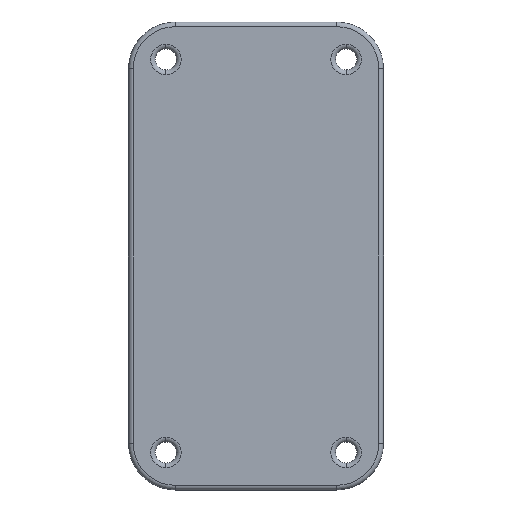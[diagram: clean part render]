
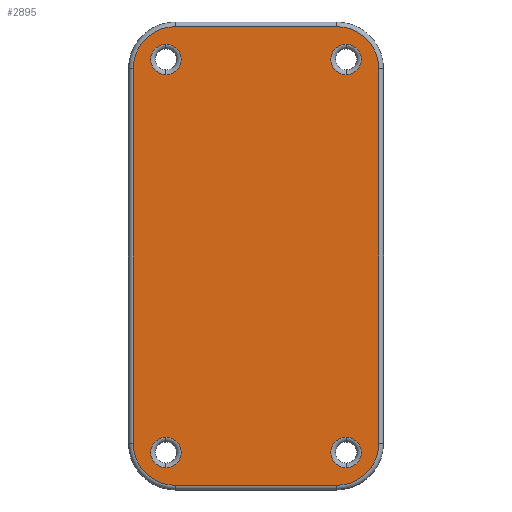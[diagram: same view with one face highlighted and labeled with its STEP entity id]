
A CAD part, front view. The second image highlights one B-rep face of the part: STEP entity #2895.
In plain terms, the highlighted planar face has unit normal (0, -1, 0).
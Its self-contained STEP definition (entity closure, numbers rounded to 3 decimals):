
#3 = EDGE_CURVE ( 'NONE', #1725, #1524, #3738, .T. ) ;
#35 = EDGE_CURVE ( 'NONE', #3181, #2580, #2836, .T. ) ;
#56 = CIRCLE ( 'NONE', #1735, 9. ) ;
#114 = VERTEX_POINT ( 'NONE', #519 ) ;
#129 = ORIENTED_EDGE ( 'NONE', *, *, #3798, .T. ) ;
#130 = CARTESIAN_POINT ( 'NONE',  ( -23.5, 0., 30. ) ) ;
#132 = EDGE_CURVE ( 'NONE', #3849, #318, #977, .T. ) ;
#134 = VERTEX_POINT ( 'NONE', #3282 ) ;
#190 = VECTOR ( 'NONE', #1570, 1000. ) ;
#191 = CARTESIAN_POINT ( 'NONE',  ( 22., 0., 35.25 ) ) ;
#194 = VECTOR ( 'NONE', #1340, 1000. ) ;
#202 = EDGE_LOOP ( 'NONE', ( #129, #250 ) ) ;
#208 = DIRECTION ( 'NONE',  ( 0., 1., 0. ) ) ;
#217 = AXIS2_PLACEMENT_3D ( 'NONE', #3376, #1624, #3692 ) ;
#250 = ORIENTED_EDGE ( 'NONE', *, *, #1351, .T. ) ;
#280 = FACE_BOUND ( 'NONE', #2214, .T. ) ;
#296 = EDGE_LOOP ( 'NONE', ( #3506, #3609 ) ) ;
#318 = VERTEX_POINT ( 'NONE', #874 ) ;
#377 = FACE_BOUND ( 'NONE', #296, .T. ) ;
#389 = AXIS2_PLACEMENT_3D ( 'NONE', #2593, #815, #2894 ) ;
#519 = CARTESIAN_POINT ( 'NONE',  ( 22., 0., 28.75 ) ) ;
#524 = CIRCLE ( 'NONE', #3116, 3.25 ) ;
#541 = CARTESIAN_POINT ( 'NONE',  ( -14.5, 0., 30. ) ) ;
#588 = ORIENTED_EDGE ( 'NONE', *, *, #2716, .T. ) ;
#611 = CIRCLE ( 'NONE', #389, 9. ) ;
#692 = VERTEX_POINT ( 'NONE', #3677 ) ;
#712 = VERTEX_POINT ( 'NONE', #2649 ) ;
#724 = EDGE_LOOP ( 'NONE', ( #947, #1274, #3256, #1428, #1948, #1947, #2035, #3235 ) ) ;
#730 = AXIS2_PLACEMENT_3D ( 'NONE', #3759, #3490, #3504 ) ;
#735 = VERTEX_POINT ( 'NONE', #191 ) ;
#746 = VECTOR ( 'NONE', #1501, 1000. ) ;
#797 = EDGE_CURVE ( 'NONE', #3195, #3849, #1316, .T. ) ;
#815 = DIRECTION ( 'NONE',  ( 0., -1., 0. ) ) ;
#833 = DIRECTION ( 'NONE',  ( 0., 0., -1. ) ) ;
#861 = DIRECTION ( 'NONE',  ( 0., 1., 0. ) ) ;
#874 = CARTESIAN_POINT ( 'NONE',  ( -23.5, 0., -50. ) ) ;
#914 = ORIENTED_EDGE ( 'NONE', *, *, #35, .T. ) ;
#932 = DIRECTION ( 'NONE',  ( 0., 0., -1. ) ) ;
#947 = ORIENTED_EDGE ( 'NONE', *, *, #2051, .T. ) ;
#960 = ORIENTED_EDGE ( 'NONE', *, *, #3, .T. ) ;
#965 = CARTESIAN_POINT ( 'NONE',  ( -23.5, 0., -50. ) ) ;
#977 = LINE ( 'NONE', #965, #190 ) ;
#994 = CARTESIAN_POINT ( 'NONE',  ( -14.5, 0., -59. ) ) ;
#997 = EDGE_CURVE ( 'NONE', #1524, #1725, #3739, .T. ) ;
#1004 = CARTESIAN_POINT ( 'NONE',  ( 22., 0., 32. ) ) ;
#1066 = FACE_BOUND ( 'NONE', #202, .T. ) ;
#1084 = EDGE_LOOP ( 'NONE', ( #2543, #960 ) ) ;
#1085 = EDGE_CURVE ( 'NONE', #692, #3195, #1797, .T. ) ;
#1104 = AXIS2_PLACEMENT_3D ( 'NONE', #1299, #3372, #1617 ) ;
#1137 = CARTESIAN_POINT ( 'NONE',  ( -16.5, 0., -52. ) ) ;
#1156 = AXIS2_PLACEMENT_3D ( 'NONE', #3113, #1346, #3417 ) ;
#1192 = CARTESIAN_POINT ( 'NONE',  ( 20., 0., -59. ) ) ;
#1213 = CARTESIAN_POINT ( 'NONE',  ( -16.5, 0., 32. ) ) ;
#1274 = ORIENTED_EDGE ( 'NONE', *, *, #1368, .T. ) ;
#1299 = CARTESIAN_POINT ( 'NONE',  ( 22., 0., -52. ) ) ;
#1305 = DIRECTION ( 'NONE',  ( 0., 0., -1. ) ) ;
#1316 = CIRCLE ( 'NONE', #2685, 9. ) ;
#1317 = CARTESIAN_POINT ( 'NONE',  ( 22., 0., -55.25 ) ) ;
#1340 = DIRECTION ( 'NONE',  ( -1., 0., 0. ) ) ;
#1345 = AXIS2_PLACEMENT_3D ( 'NONE', #2055, #1479, #3532 ) ;
#1346 = DIRECTION ( 'NONE',  ( 0., 1., 0. ) ) ;
#1351 = EDGE_CURVE ( 'NONE', #134, #2356, #1745, .T. ) ;
#1368 = EDGE_CURVE ( 'NONE', #712, #692, #56, .T. ) ;
#1386 = AXIS2_PLACEMENT_3D ( 'NONE', #1213, #861, #3520 ) ;
#1425 = CARTESIAN_POINT ( 'NONE',  ( 20., 0., -50. ) ) ;
#1428 = ORIENTED_EDGE ( 'NONE', *, *, #797, .T. ) ;
#1479 = DIRECTION ( 'NONE',  ( 0., -1., 0. ) ) ;
#1501 = DIRECTION ( 'NONE',  ( 1., 0., 0. ) ) ;
#1524 = VERTEX_POINT ( 'NONE', #2576 ) ;
#1570 = DIRECTION ( 'NONE',  ( 0., 0., -1. ) ) ;
#1617 = DIRECTION ( 'NONE',  ( 0., 0., -1. ) ) ;
#1624 = DIRECTION ( 'NONE',  ( 0., 1., 0. ) ) ;
#1678 = DIRECTION ( 'NONE',  ( 0., -1., 0. ) ) ;
#1725 = VERTEX_POINT ( 'NONE', #2697 ) ;
#1727 = DIRECTION ( 'NONE',  ( 0., 0., -1. ) ) ;
#1735 = AXIS2_PLACEMENT_3D ( 'NONE', #2041, #2027, #2012 ) ;
#1745 = CIRCLE ( 'NONE', #730, 3.25 ) ;
#1797 = LINE ( 'NONE', #3733, #194 ) ;
#1877 = EDGE_CURVE ( 'NONE', #114, #735, #524, .T. ) ;
#1916 = CIRCLE ( 'NONE', #1156, 3.25 ) ;
#1947 = ORIENTED_EDGE ( 'NONE', *, *, #3514, .T. ) ;
#1948 = ORIENTED_EDGE ( 'NONE', *, *, #132, .T. ) ;
#1984 = AXIS2_PLACEMENT_3D ( 'NONE', #1137, #2914, #833 ) ;
#2012 = DIRECTION ( 'NONE',  ( 0., 0., -1. ) ) ;
#2027 = DIRECTION ( 'NONE',  ( 0., -1., 0. ) ) ;
#2035 = ORIENTED_EDGE ( 'NONE', *, *, #3240, .T. ) ;
#2041 = CARTESIAN_POINT ( 'NONE',  ( 20., 0., 30. ) ) ;
#2051 = EDGE_CURVE ( 'NONE', #3322, #712, #2153, .T. ) ;
#2055 = CARTESIAN_POINT ( 'NONE',  ( 0., 0., 0. ) ) ;
#2143 = CARTESIAN_POINT ( 'NONE',  ( -16.5, 0., -55.25 ) ) ;
#2153 = LINE ( 'NONE', #2282, #3020 ) ;
#2210 = CARTESIAN_POINT ( 'NONE',  ( 20., 0., -59. ) ) ;
#2214 = EDGE_LOOP ( 'NONE', ( #588, #914 ) ) ;
#2239 = CARTESIAN_POINT ( 'NONE',  ( -16.5, 0., 32. ) ) ;
#2282 = CARTESIAN_POINT ( 'NONE',  ( 29., 0., 30. ) ) ;
#2319 = VERTEX_POINT ( 'NONE', #2210 ) ;
#2356 = VERTEX_POINT ( 'NONE', #1317 ) ;
#2405 = EDGE_CURVE ( 'NONE', #735, #114, #1916, .T. ) ;
#2543 = ORIENTED_EDGE ( 'NONE', *, *, #997, .T. ) ;
#2576 = CARTESIAN_POINT ( 'NONE',  ( -16.5, 0., 28.75 ) ) ;
#2580 = VERTEX_POINT ( 'NONE', #2143 ) ;
#2593 = CARTESIAN_POINT ( 'NONE',  ( -14.5, 0., -50. ) ) ;
#2600 = AXIS2_PLACEMENT_3D ( 'NONE', #1425, #3481, #1727 ) ;
#2614 = AXIS2_PLACEMENT_3D ( 'NONE', #2239, #208, #3559 ) ;
#2642 = CARTESIAN_POINT ( 'NONE',  ( -16.5, 0., -48.75 ) ) ;
#2649 = CARTESIAN_POINT ( 'NONE',  ( 29., 0., 30. ) ) ;
#2683 = VERTEX_POINT ( 'NONE', #994 ) ;
#2685 = AXIS2_PLACEMENT_3D ( 'NONE', #541, #1678, #932 ) ;
#2697 = CARTESIAN_POINT ( 'NONE',  ( -16.5, 0., 35.25 ) ) ;
#2716 = EDGE_CURVE ( 'NONE', #2580, #3181, #3392, .T. ) ;
#2822 = EDGE_CURVE ( 'NONE', #2319, #3322, #3736, .T. ) ;
#2836 = CIRCLE ( 'NONE', #1984, 3.25 ) ;
#2894 = DIRECTION ( 'NONE',  ( 0., 0., -1. ) ) ;
#2895 = ADVANCED_FACE ( 'NONE', ( #377, #3434, #1066, #280, #3339 ), #3238, .T. ) ;
#2914 = DIRECTION ( 'NONE',  ( 0., 1., 0. ) ) ;
#3020 = VECTOR ( 'NONE', #3467, 1000. ) ;
#3079 = DIRECTION ( 'NONE',  ( 0., 1., 0. ) ) ;
#3108 = LINE ( 'NONE', #1192, #746 ) ;
#3113 = CARTESIAN_POINT ( 'NONE',  ( 22., 0., 32. ) ) ;
#3116 = AXIS2_PLACEMENT_3D ( 'NONE', #1004, #3079, #1305 ) ;
#3181 = VERTEX_POINT ( 'NONE', #2642 ) ;
#3195 = VERTEX_POINT ( 'NONE', #3856 ) ;
#3235 = ORIENTED_EDGE ( 'NONE', *, *, #2822, .T. ) ;
#3238 = PLANE ( 'NONE',  #1345 ) ;
#3240 = EDGE_CURVE ( 'NONE', #2683, #2319, #3108, .T. ) ;
#3256 = ORIENTED_EDGE ( 'NONE', *, *, #1085, .T. ) ;
#3282 = CARTESIAN_POINT ( 'NONE',  ( 22., 0., -48.75 ) ) ;
#3299 = CARTESIAN_POINT ( 'NONE',  ( 29., 0., -50. ) ) ;
#3322 = VERTEX_POINT ( 'NONE', #3299 ) ;
#3339 = FACE_OUTER_BOUND ( 'NONE', #724, .T. ) ;
#3372 = DIRECTION ( 'NONE',  ( 0., 1., 0. ) ) ;
#3376 = CARTESIAN_POINT ( 'NONE',  ( -16.5, 0., -52. ) ) ;
#3392 = CIRCLE ( 'NONE', #217, 3.25 ) ;
#3417 = DIRECTION ( 'NONE',  ( 0., 0., -1. ) ) ;
#3434 = FACE_BOUND ( 'NONE', #1084, .T. ) ;
#3467 = DIRECTION ( 'NONE',  ( 0., 0., 1. ) ) ;
#3481 = DIRECTION ( 'NONE',  ( 0., -1., 0. ) ) ;
#3490 = DIRECTION ( 'NONE',  ( 0., 1., 0. ) ) ;
#3504 = DIRECTION ( 'NONE',  ( 0., 0., -1. ) ) ;
#3506 = ORIENTED_EDGE ( 'NONE', *, *, #1877, .T. ) ;
#3514 = EDGE_CURVE ( 'NONE', #318, #2683, #611, .T. ) ;
#3520 = DIRECTION ( 'NONE',  ( 0., 0., -1. ) ) ;
#3532 = DIRECTION ( 'NONE',  ( 0., 0., -1. ) ) ;
#3559 = DIRECTION ( 'NONE',  ( 0., 0., -1. ) ) ;
#3609 = ORIENTED_EDGE ( 'NONE', *, *, #2405, .T. ) ;
#3647 = CIRCLE ( 'NONE', #1104, 3.25 ) ;
#3677 = CARTESIAN_POINT ( 'NONE',  ( 20., 0., 39. ) ) ;
#3692 = DIRECTION ( 'NONE',  ( 0., 0., -1. ) ) ;
#3733 = CARTESIAN_POINT ( 'NONE',  ( -14.5, 0., 39. ) ) ;
#3736 = CIRCLE ( 'NONE', #2600, 9. ) ;
#3738 = CIRCLE ( 'NONE', #1386, 3.25 ) ;
#3739 = CIRCLE ( 'NONE', #2614, 3.25 ) ;
#3759 = CARTESIAN_POINT ( 'NONE',  ( 22., 0., -52. ) ) ;
#3798 = EDGE_CURVE ( 'NONE', #2356, #134, #3647, .T. ) ;
#3849 = VERTEX_POINT ( 'NONE', #130 ) ;
#3856 = CARTESIAN_POINT ( 'NONE',  ( -14.5, 0., 39. ) ) ;
